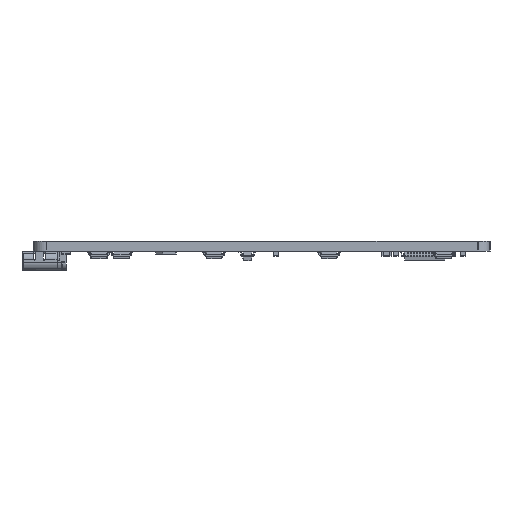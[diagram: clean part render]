
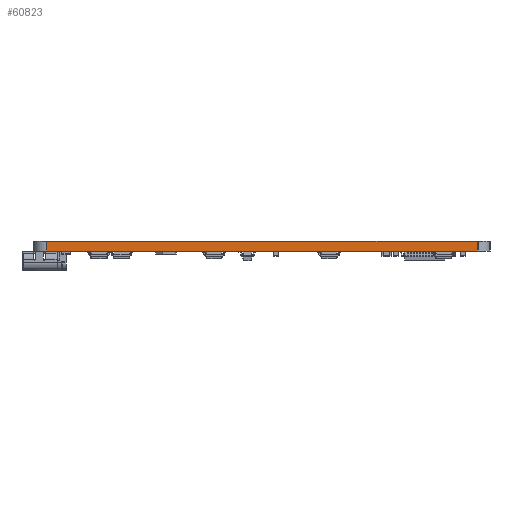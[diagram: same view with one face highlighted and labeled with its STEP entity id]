
A CAD part, left-side view. The second image highlights one B-rep face of the part: STEP entity #60823.
In plain terms, the highlighted planar face has unit normal (-1, 0, 0).
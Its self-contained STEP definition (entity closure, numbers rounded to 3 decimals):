
#53880 = VERTEX_POINT('',#53881);
#53881 = CARTESIAN_POINT('',(173.303,-161.925,0.));
#53888 = EDGE_CURVE('',#53889,#53880,#53891,.T.);
#53889 = VERTEX_POINT('',#53890);
#53890 = CARTESIAN_POINT('',(173.303,-233.363,0.));
#53891 = LINE('',#53892,#53893);
#53892 = CARTESIAN_POINT('',(173.303,-233.363,0.));
#53893 = VECTOR('',#53894,1.);
#53894 = DIRECTION('',(0.,1.,0.));
#57325 = VERTEX_POINT('',#57326);
#57326 = CARTESIAN_POINT('',(173.303,-161.925,1.6));
#57333 = EDGE_CURVE('',#57334,#57325,#57336,.T.);
#57334 = VERTEX_POINT('',#57335);
#57335 = CARTESIAN_POINT('',(173.303,-233.363,1.6));
#57336 = LINE('',#57337,#57338);
#57337 = CARTESIAN_POINT('',(173.303,-233.363,1.6));
#57338 = VECTOR('',#57339,1.);
#57339 = DIRECTION('',(0.,1.,0.));
#60793 = EDGE_CURVE('',#53880,#57325,#60794,.T.);
#60794 = LINE('',#60795,#60796);
#60795 = CARTESIAN_POINT('',(173.303,-161.925,0.));
#60796 = VECTOR('',#60797,1.);
#60797 = DIRECTION('',(0.,0.,1.));
#60823 = ADVANCED_FACE('',(#60824),#60835,.T.);
#60824 = FACE_BOUND('',#60825,.T.);
#60825 = EDGE_LOOP('',(#60826,#60832,#60833,#60834));
#60826 = ORIENTED_EDGE('',*,*,#60827,.T.);
#60827 = EDGE_CURVE('',#53889,#57334,#60828,.T.);
#60828 = LINE('',#60829,#60830);
#60829 = CARTESIAN_POINT('',(173.303,-233.363,0.));
#60830 = VECTOR('',#60831,1.);
#60831 = DIRECTION('',(0.,0.,1.));
#60832 = ORIENTED_EDGE('',*,*,#57333,.T.);
#60833 = ORIENTED_EDGE('',*,*,#60793,.F.);
#60834 = ORIENTED_EDGE('',*,*,#53888,.F.);
#60835 = PLANE('',#60836);
#60836 = AXIS2_PLACEMENT_3D('',#60837,#60838,#60839);
#60837 = CARTESIAN_POINT('',(173.303,-233.363,0.));
#60838 = DIRECTION('',(-1.,0.,0.));
#60839 = DIRECTION('',(0.,1.,0.));
